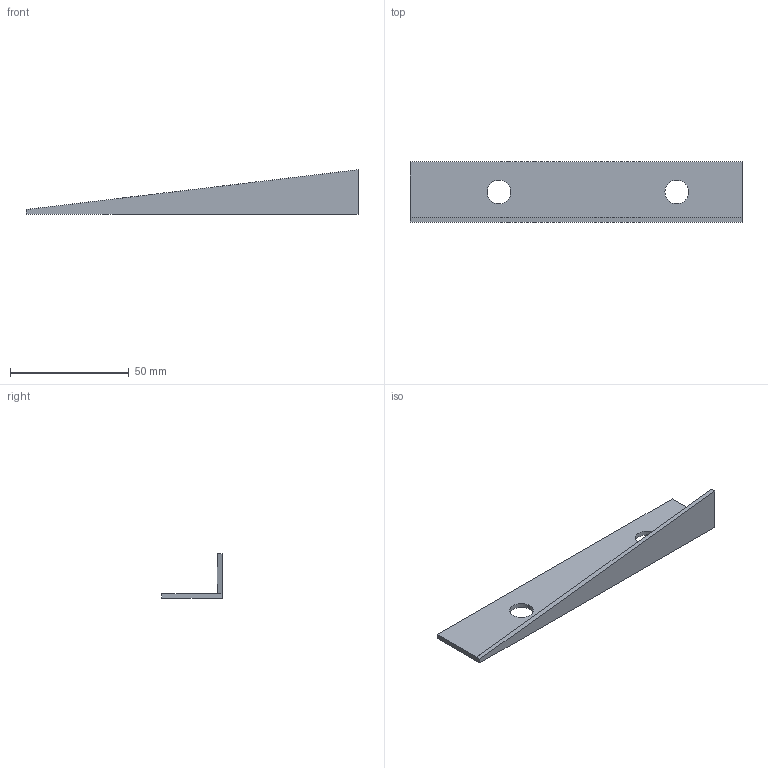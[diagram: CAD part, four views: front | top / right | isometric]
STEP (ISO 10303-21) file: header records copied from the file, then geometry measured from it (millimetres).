
FILE_DESCRIPTION (( 'STEP AP203' ), '1' );
FILE_NAME ('L rail 150 inverted.STEP', '2022-02-24T09:49:45', ( '' ), ( '' ), 'SwSTEP 2.0', 'SolidWorks 2018', '' );
FILE_SCHEMA (( 'CONFIG_CONTROL_DESIGN' ));
Length unit declared in the file: millimetre
Products named in the file (1): L rail 150 inverted
Bounding box: 140 x 25.4 x 18.8 mm (x, y, z)
Volume: 9149.8 mm3; surface area: 9972.7 mm2
Topology: 1 solids, 1 shells, 12 faces, 29 edges, 19 vertices
Faces by surface type: plane 8, cylinder 4
Entity records: 438 total; most frequent: DIRECTION 63, CARTESIAN_POINT 61, ORIENTED_EDGE 58, EDGE_CURVE 29, VECTOR 21, AXIS2_PLACEMENT_3D 21, LINE 21, VERTEX_POINT 19
